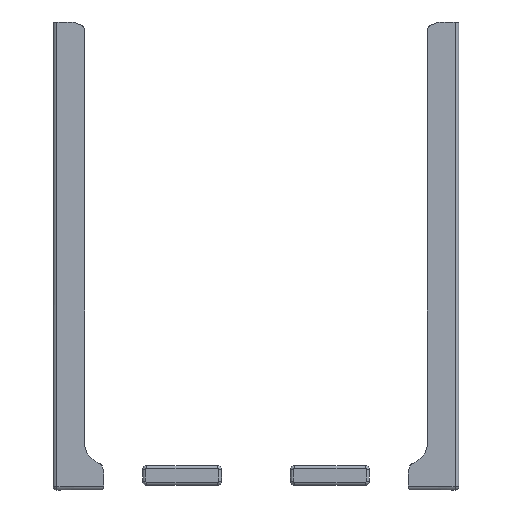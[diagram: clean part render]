
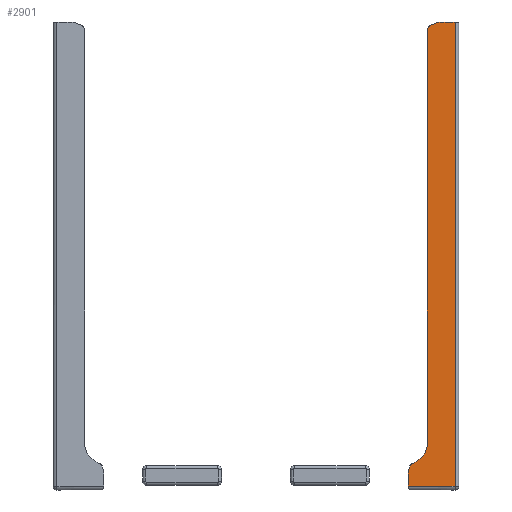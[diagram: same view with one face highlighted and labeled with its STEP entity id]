
A CAD part, top view. The second image highlights one B-rep face of the part: STEP entity #2901.
In plain terms, the highlighted planar face has unit normal (0, 0, 1).
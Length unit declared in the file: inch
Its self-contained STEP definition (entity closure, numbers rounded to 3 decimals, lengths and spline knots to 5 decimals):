
#97=PLANE('',#3135);
#145=ELLIPSE('',#3121,0.12083,0.05);
#186=LINE('',#4390,#366);
#194=LINE('',#4568,#374);
#199=LINE('',#4767,#379);
#205=LINE('',#4809,#385);
#206=LINE('',#4866,#386);
#207=LINE('',#4867,#387);
#366=VECTOR('',#3448,0.3937);
#374=VECTOR('',#3494,0.3937);
#379=VECTOR('',#3511,0.3937);
#385=VECTOR('',#3541,0.3937);
#386=VECTOR('',#3556,0.3937);
#387=VECTOR('',#3557,0.3937);
#531=B_SPLINE_CURVE_WITH_KNOTS('',3,(#4319,#4320,#4321,#4322),
 .UNSPECIFIED.,.F.,.F.,(4,4),(0.,0.02554),.UNSPECIFIED.);
#534=B_SPLINE_CURVE_WITH_KNOTS('',3,(#4357,#4358,#4359,#4360,#4361,#4362,
#4363,#4364),.UNSPECIFIED.,.F.,.F.,(4,2,2,4),(0.,0.06689,0.10602,
0.14166),.UNSPECIFIED.);
#541=B_SPLINE_CURVE_WITH_KNOTS('',3,(#4561,#4562,#4563,#4564),
 .UNSPECIFIED.,.F.,.F.,(4,4),(0.,0.02661),.UNSPECIFIED.);
#545=B_SPLINE_CURVE_WITH_KNOTS('',3,(#4703,#4704,#4705,#4706,#4707,#4708,
#4709,#4710,#4711,#4712,#4713,#4714,#4715),.UNSPECIFIED.,.F.,.F.,(4,3,3,
3,4),(0.04178,0.04979,0.0595,0.07894,
0.09506),.UNSPECIFIED.);
#548=B_SPLINE_CURVE_WITH_KNOTS('',3,(#4757,#4758,#4759,#4760,#4761,#4762,
#4763),.UNSPECIFIED.,.F.,.F.,(4,3,4),(0.,0.00788,0.01574),
 .UNSPECIFIED.);
#549=B_SPLINE_CURVE_WITH_KNOTS('',3,(#4771,#4772,#4773,#4774,#4775,#4776,
#4777),.UNSPECIFIED.,.F.,.F.,(4,3,4),(0.,0.0642,0.0709),
 .UNSPECIFIED.);
#552=B_SPLINE_CURVE_WITH_KNOTS('',3,(#4849,#4850,#4851,#4852,#4853,#4854,
#4855,#4856,#4857,#4858,#4859,#4860),.UNSPECIFIED.,.F.,.F.,(4,2,2,2,2,4),
(0.,0.05296,0.11341,0.21024,0.28852,
0.3848),.UNSPECIFIED.);
#702=FACE_OUTER_BOUND('',#876,.T.);
#876=EDGE_LOOP('',(#2042,#2043,#2044,#2045,#2046,#2047,#2048,#2049,#2050,
#2051,#2052,#2053,#2054,#2055,#2056));
#1044=CIRCLE('',#3130,0.213);
#1186=VERTEX_POINT('',#4317);
#1187=VERTEX_POINT('',#4318);
#1191=VERTEX_POINT('',#4356);
#1193=VERTEX_POINT('',#4372);
#1194=VERTEX_POINT('',#4389);
#1209=VERTEX_POINT('',#4560);
#1210=VERTEX_POINT('',#4567);
#1214=VERTEX_POINT('',#4701);
#1215=VERTEX_POINT('',#4702);
#1217=VERTEX_POINT('',#4756);
#1218=VERTEX_POINT('',#4766);
#1219=VERTEX_POINT('',#4770);
#1222=VERTEX_POINT('',#4807);
#1223=VERTEX_POINT('',#4811);
#1224=VERTEX_POINT('',#4865);
#1456=EDGE_CURVE('',#1186,#1187,#531,.T.);
#1461=EDGE_CURVE('',#1187,#1191,#534,.T.);
#1465=EDGE_CURVE('',#1194,#1193,#186,.T.);
#1490=EDGE_CURVE('',#1209,#1186,#541,.T.);
#1492=EDGE_CURVE('',#1210,#1209,#194,.T.);
#1501=EDGE_CURVE('',#1214,#1215,#545,.T.);
#1505=EDGE_CURVE('',#1215,#1217,#548,.T.);
#1507=EDGE_CURVE('',#1217,#1218,#199,.T.);
#1509=EDGE_CURVE('',#1218,#1219,#549,.T.);
#1511=EDGE_CURVE('',#1219,#1210,#145,.T.);
#1521=EDGE_CURVE('',#1191,#1222,#205,.T.);
#1523=EDGE_CURVE('',#1222,#1223,#1044,.T.);
#1525=EDGE_CURVE('',#1223,#1194,#552,.T.);
#1526=EDGE_CURVE('',#1193,#1224,#206,.T.);
#1527=EDGE_CURVE('',#1224,#1214,#207,.T.);
#2042=ORIENTED_EDGE('',*,*,#1465,.T.);
#2043=ORIENTED_EDGE('',*,*,#1526,.T.);
#2044=ORIENTED_EDGE('',*,*,#1527,.T.);
#2045=ORIENTED_EDGE('',*,*,#1501,.T.);
#2046=ORIENTED_EDGE('',*,*,#1505,.T.);
#2047=ORIENTED_EDGE('',*,*,#1507,.T.);
#2048=ORIENTED_EDGE('',*,*,#1509,.T.);
#2049=ORIENTED_EDGE('',*,*,#1511,.T.);
#2050=ORIENTED_EDGE('',*,*,#1492,.T.);
#2051=ORIENTED_EDGE('',*,*,#1490,.T.);
#2052=ORIENTED_EDGE('',*,*,#1456,.T.);
#2053=ORIENTED_EDGE('',*,*,#1461,.T.);
#2054=ORIENTED_EDGE('',*,*,#1521,.T.);
#2055=ORIENTED_EDGE('',*,*,#1523,.T.);
#2056=ORIENTED_EDGE('',*,*,#1525,.T.);
#2901=ADVANCED_FACE('',(#702),#97,.F.);
#3121=AXIS2_PLACEMENT_3D('',#4780,#3520,#3521);
#3130=AXIS2_PLACEMENT_3D('',#4817,#3544,#3545);
#3135=AXIS2_PLACEMENT_3D('',#4864,#3554,#3555);
#3448=DIRECTION('',(0.,-1.,0.));
#3494=DIRECTION('',(-0.924,-0.382,0.));
#3511=DIRECTION('',(-1.,0.,0.));
#3520=DIRECTION('center_axis',(0.,0.,1.));
#3521=DIRECTION('ref_axis',(-1.,0.,0.));
#3541=DIRECTION('',(0.,-1.,0.));
#3544=DIRECTION('center_axis',(0.,0.,-1.));
#3545=DIRECTION('ref_axis',(0.707,-0.707,0.));
#3554=DIRECTION('center_axis',(0.,0.,-1.));
#3555=DIRECTION('ref_axis',(1.,0.,0.));
#3556=DIRECTION('',(1.,0.,0.));
#3557=DIRECTION('',(0.,1.,0.));
#4317=CARTESIAN_POINT('',(1.77304,2.46429,0.395));
#4318=CARTESIAN_POINT('',(1.76416,2.45958,0.395));
#4319=CARTESIAN_POINT('Ctrl Pts',(1.77304,2.46429,0.395));
#4320=CARTESIAN_POINT('Ctrl Pts',(1.76999,2.46289,0.395));
#4321=CARTESIAN_POINT('Ctrl Pts',(1.76702,2.46132,0.395));
#4322=CARTESIAN_POINT('Ctrl Pts',(1.76416,2.45958,0.395));
#4356=CARTESIAN_POINT('',(1.738,2.4212,0.395));
#4357=CARTESIAN_POINT('Ctrl Pts',(1.76416,2.45958,0.395));
#4358=CARTESIAN_POINT('Ctrl Pts',(1.75665,2.45502,0.395));
#4359=CARTESIAN_POINT('Ctrl Pts',(1.7506,2.44942,0.395));
#4360=CARTESIAN_POINT('Ctrl Pts',(1.74363,2.43989,0.395));
#4361=CARTESIAN_POINT('Ctrl Pts',(1.74147,2.43602,0.395));
#4362=CARTESIAN_POINT('Ctrl Pts',(1.73866,2.42821,0.395));
#4363=CARTESIAN_POINT('Ctrl Pts',(1.738,2.42459,0.395));
#4364=CARTESIAN_POINT('Ctrl Pts',(1.738,2.4212,0.395));
#4372=CARTESIAN_POINT('',(1.54313,-2.21,0.395));
#4389=CARTESIAN_POINT('',(1.54313,-2.12549,0.395));
#4390=CARTESIAN_POINT('',(1.54313,-2.25,0.395));
#4560=CARTESIAN_POINT('',(1.78264,2.46847,0.395));
#4561=CARTESIAN_POINT('Ctrl Pts',(1.78264,2.46847,0.395));
#4562=CARTESIAN_POINT('Ctrl Pts',(1.77942,2.46714,0.395));
#4563=CARTESIAN_POINT('Ctrl Pts',(1.77621,2.46575,0.395));
#4564=CARTESIAN_POINT('Ctrl Pts',(1.77304,2.46429,0.395));
#4567=CARTESIAN_POINT('',(1.82344,2.48536,0.395));
#4568=CARTESIAN_POINT('',(0.96747,2.13115,0.395));
#4701=CARTESIAN_POINT('',(2.02,2.49879,0.395));
#4702=CARTESIAN_POINT('',(1.9991,2.4989,0.395));
#4703=CARTESIAN_POINT('Ctrl Pts',(2.02,2.49879,0.395));
#4704=CARTESIAN_POINT('Ctrl Pts',(2.01895,2.49883,0.395));
#4705=CARTESIAN_POINT('Ctrl Pts',(2.0179,2.49887,0.395));
#4706=CARTESIAN_POINT('Ctrl Pts',(2.01685,2.4989,0.395));
#4707=CARTESIAN_POINT('Ctrl Pts',(2.01558,2.49893,0.395));
#4708=CARTESIAN_POINT('Ctrl Pts',(2.01431,2.49895,0.395));
#4709=CARTESIAN_POINT('Ctrl Pts',(2.01304,2.49897,0.395));
#4710=CARTESIAN_POINT('Ctrl Pts',(2.01051,2.499,0.395));
#4711=CARTESIAN_POINT('Ctrl Pts',(2.00794,2.499,0.395));
#4712=CARTESIAN_POINT('Ctrl Pts',(2.00542,2.49898,0.395));
#4713=CARTESIAN_POINT('Ctrl Pts',(2.00332,2.49896,0.395));
#4714=CARTESIAN_POINT('Ctrl Pts',(2.00119,2.49893,0.395));
#4715=CARTESIAN_POINT('Ctrl Pts',(1.9991,2.4989,0.395));
#4756=CARTESIAN_POINT('',(1.99291,2.49884,0.395));
#4757=CARTESIAN_POINT('Ctrl Pts',(1.9991,2.4989,0.395));
#4758=CARTESIAN_POINT('Ctrl Pts',(1.99807,2.49888,0.395));
#4759=CARTESIAN_POINT('Ctrl Pts',(1.99704,2.49886,0.395));
#4760=CARTESIAN_POINT('Ctrl Pts',(1.996,2.49885,0.395));
#4761=CARTESIAN_POINT('Ctrl Pts',(1.99497,2.49884,0.395));
#4762=CARTESIAN_POINT('Ctrl Pts',(1.99394,2.49884,0.395));
#4763=CARTESIAN_POINT('Ctrl Pts',(1.99291,2.49884,0.395));
#4766=CARTESIAN_POINT('',(1.89708,2.49884,0.395));
#4767=CARTESIAN_POINT('',(-1.5,2.49884,0.395));
#4770=CARTESIAN_POINT('',(1.86753,2.49698,0.395));
#4771=CARTESIAN_POINT('Ctrl Pts',(1.89708,2.49884,0.395));
#4772=CARTESIAN_POINT('Ctrl Pts',(1.88865,2.49884,0.395));
#4773=CARTESIAN_POINT('Ctrl Pts',(1.87942,2.49854,0.395));
#4774=CARTESIAN_POINT('Ctrl Pts',(1.87036,2.49737,0.395));
#4775=CARTESIAN_POINT('Ctrl Pts',(1.86941,2.49725,0.395));
#4776=CARTESIAN_POINT('Ctrl Pts',(1.86847,2.49712,0.395));
#4777=CARTESIAN_POINT('Ctrl Pts',(1.86753,2.49698,0.395));
#4780=CARTESIAN_POINT('Origin',(1.90888,2.45,0.395));
#4807=CARTESIAN_POINT('',(1.738,-1.775,0.395));
#4809=CARTESIAN_POINT('',(1.738,1.63586,0.395));
#4811=CARTESIAN_POINT('',(1.59427,-1.97642,0.395));
#4817=CARTESIAN_POINT('Origin',(1.525,-1.775,0.395));
#4849=CARTESIAN_POINT('Ctrl Pts',(1.59427,-1.97642,0.395));
#4850=CARTESIAN_POINT('Ctrl Pts',(1.5877,-1.97868,0.395));
#4851=CARTESIAN_POINT('Ctrl Pts',(1.5818,-1.98216,0.395));
#4852=CARTESIAN_POINT('Ctrl Pts',(1.57066,-1.99205,0.395));
#4853=CARTESIAN_POINT('Ctrl Pts',(1.56595,-1.99849,0.395));
#4854=CARTESIAN_POINT('Ctrl Pts',(1.55614,-2.01669,0.395));
#4855=CARTESIAN_POINT('Ctrl Pts',(1.55206,-2.03008,0.395));
#4856=CARTESIAN_POINT('Ctrl Pts',(1.54695,-2.05646,0.395));
#4857=CARTESIAN_POINT('Ctrl Pts',(1.54553,-2.06888,0.395));
#4858=CARTESIAN_POINT('Ctrl Pts',(1.54353,-2.09551,0.395));
#4859=CARTESIAN_POINT('Ctrl Pts',(1.54313,-2.11079,0.395));
#4860=CARTESIAN_POINT('Ctrl Pts',(1.54313,-2.12549,0.395));
#4864=CARTESIAN_POINT('Origin',(1.39669,2.5,0.395));
#4865=CARTESIAN_POINT('',(2.02,-2.21,0.395));
#4866=CARTESIAN_POINT('',(1.39669,-2.21,0.395));
#4867=CARTESIAN_POINT('',(2.02,2.5,0.395));
